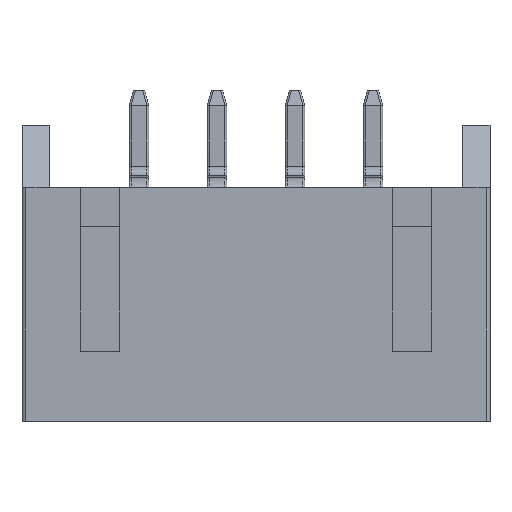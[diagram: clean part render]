
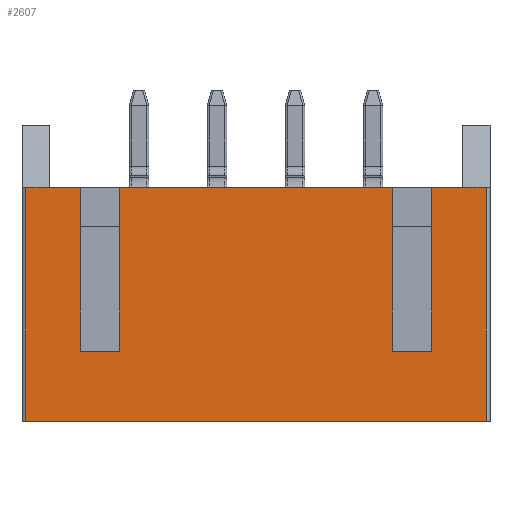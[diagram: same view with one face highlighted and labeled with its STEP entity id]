
A CAD part, top view. The second image highlights one B-rep face of the part: STEP entity #2607.
In plain terms, the highlighted planar face has unit normal (0, 0, 1).
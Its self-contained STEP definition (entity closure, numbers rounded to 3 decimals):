
#1097=CARTESIAN_POINT('',(4.9,-1.65,5.46));
#1098=VERTEX_POINT('',#1097);
#1106=CARTESIAN_POINT('',(-6.9,-1.65,5.46));
#1107=VERTEX_POINT('',#1106);
#1108=CARTESIAN_POINT('',(-6.9,-1.65,5.46));
#1109=DIRECTION('',(1.,-0.,0.));
#1110=VECTOR('',#1109,11.8);
#1111=LINE('',#1108,#1110);
#1112=EDGE_CURVE('NONE',#1107,#1098,#1111,.T.);
#2263=CARTESIAN_POINT('',(2.5,4.35,5.46));
#2264=VERTEX_POINT('',#2263);
#2265=CARTESIAN_POINT('',(-4.5,4.35,5.46));
#2266=VERTEX_POINT('',#2265);
#2267=CARTESIAN_POINT('',(2.5,4.35,5.46));
#2268=DIRECTION('',(-1.,0.,0.));
#2269=VECTOR('',#2268,7.);
#2270=LINE('',#2267,#2269);
#2271=EDGE_CURVE('',#2264,#2266,#2270,.T.);
#2289=CARTESIAN_POINT('',(3.5,4.35,5.46));
#2290=VERTEX_POINT('',#2289);
#2297=CARTESIAN_POINT('',(4.9,4.35,5.46));
#2298=VERTEX_POINT('',#2297);
#2299=CARTESIAN_POINT('',(4.9,4.35,5.46));
#2300=DIRECTION('',(-1.,0.,0.));
#2301=VECTOR('',#2300,1.4);
#2302=LINE('',#2299,#2301);
#2303=EDGE_CURVE('NONE',#2298,#2290,#2302,.T.);
#2498=CARTESIAN_POINT('',(-6.9,4.35,5.46));
#2499=VERTEX_POINT('',#2498);
#2507=CARTESIAN_POINT('',(-5.5,4.35,5.46));
#2508=VERTEX_POINT('',#2507);
#2509=CARTESIAN_POINT('',(-5.5,4.35,5.46));
#2510=DIRECTION('',(-1.,0.,0.));
#2511=VECTOR('',#2510,1.4);
#2512=LINE('',#2509,#2511);
#2513=EDGE_CURVE('NONE',#2508,#2499,#2512,.T.);
#2540=CARTESIAN_POINT('',(-2.,0.,5.46));
#2541=DIRECTION('',(0.,0.,1.));
#2542=DIRECTION('',(1.,0.,0.));
#2543=AXIS2_PLACEMENT_3D('',#2540,#2541,#2542);
#2544=PLANE('',#2543);
#2545=ORIENTED_EDGE('',*,*,#1112,.T.);
#2546=CARTESIAN_POINT('',(4.9,-1.65,5.46));
#2547=DIRECTION('',(0.,1.,0.));
#2548=VECTOR('',#2547,6.);
#2549=LINE('',#2546,#2548);
#2550=EDGE_CURVE('',#1098,#2298,#2549,.T.);
#2551=ORIENTED_EDGE('',*,*,#2550,.T.);
#2552=ORIENTED_EDGE('',*,*,#2303,.T.);
#2553=CARTESIAN_POINT('',(3.5,0.15,5.46));
#2554=VERTEX_POINT('',#2553);
#2555=CARTESIAN_POINT('',(3.5,0.15,5.46));
#2556=DIRECTION('',(0.,1.,0.));
#2557=VECTOR('',#2556,4.2);
#2558=LINE('',#2555,#2557);
#2559=EDGE_CURVE('',#2554,#2290,#2558,.T.);
#2560=ORIENTED_EDGE('',*,*,#2559,.F.);
#2561=CARTESIAN_POINT('',(2.5,0.15,5.46));
#2562=VERTEX_POINT('',#2561);
#2563=CARTESIAN_POINT('',(2.5,0.15,5.46));
#2564=DIRECTION('',(1.,0.,-0.));
#2565=VECTOR('',#2564,1.);
#2566=LINE('',#2563,#2565);
#2567=EDGE_CURVE('NONE',#2562,#2554,#2566,.T.);
#2568=ORIENTED_EDGE('',*,*,#2567,.F.);
#2569=CARTESIAN_POINT('',(2.5,0.15,5.46));
#2570=DIRECTION('',(0.,1.,0.));
#2571=VECTOR('',#2570,4.2);
#2572=LINE('',#2569,#2571);
#2573=EDGE_CURVE('',#2562,#2264,#2572,.T.);
#2574=ORIENTED_EDGE('',*,*,#2573,.T.);
#2575=ORIENTED_EDGE('',*,*,#2271,.T.);
#2576=CARTESIAN_POINT('',(-4.5,0.15,5.46));
#2577=VERTEX_POINT('',#2576);
#2578=CARTESIAN_POINT('',(-4.5,0.15,5.46));
#2579=DIRECTION('',(0.,1.,0.));
#2580=VECTOR('',#2579,4.2);
#2581=LINE('',#2578,#2580);
#2582=EDGE_CURVE('',#2577,#2266,#2581,.T.);
#2583=ORIENTED_EDGE('',*,*,#2582,.F.);
#2584=CARTESIAN_POINT('',(-5.5,0.15,5.46));
#2585=VERTEX_POINT('',#2584);
#2586=CARTESIAN_POINT('',(-5.5,0.15,5.46));
#2587=DIRECTION('',(1.,0.,-0.));
#2588=VECTOR('',#2587,1.);
#2589=LINE('',#2586,#2588);
#2590=EDGE_CURVE('NONE',#2585,#2577,#2589,.T.);
#2591=ORIENTED_EDGE('',*,*,#2590,.F.);
#2592=CARTESIAN_POINT('',(-5.5,0.15,5.46));
#2593=DIRECTION('',(0.,1.,0.));
#2594=VECTOR('',#2593,4.2);
#2595=LINE('',#2592,#2594);
#2596=EDGE_CURVE('',#2585,#2508,#2595,.T.);
#2597=ORIENTED_EDGE('',*,*,#2596,.T.);
#2598=ORIENTED_EDGE('',*,*,#2513,.T.);
#2599=CARTESIAN_POINT('',(-6.9,4.35,5.46));
#2600=DIRECTION('',(-0.,-1.,-0.));
#2601=VECTOR('',#2600,6.);
#2602=LINE('',#2599,#2601);
#2603=EDGE_CURVE('',#2499,#1107,#2602,.T.);
#2604=ORIENTED_EDGE('',*,*,#2603,.T.);
#2605=EDGE_LOOP('',(#2545,#2551,#2552,#2560,#2568,#2574,#2575,#2583,#2591,#2597,#2598,#2604));
#2606=FACE_BOUND('',#2605,.T.);
#2607=ADVANCED_FACE('',(#2606),#2544,.T.);
